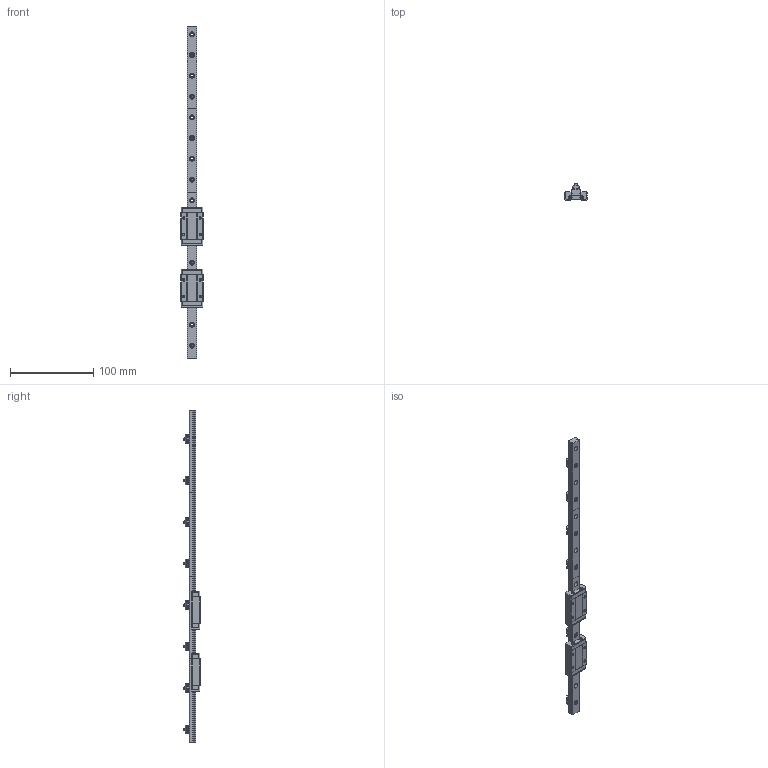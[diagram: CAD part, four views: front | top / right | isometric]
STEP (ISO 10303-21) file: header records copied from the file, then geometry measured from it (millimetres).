
FILE_DESCRIPTION(('FreeCAD Model'),'2;1');
FILE_NAME('Open CASCADE Shape Model','2023-05-28T12:20:57',('Author'),( ''),'Open CASCADE STEP processor 7.6','FreeCAD','Unknown');
FILE_SCHEMA(('AUTOMOTIVE_DESIGN { 1 0 10303 214 1 1 1 1 }'));
Length unit declared in the file: millimetre
Products named in the file (7): CF_002a_linearrail_doubleCarriage; MGN12H_double_Z_001; screw_n_nuts; Array; Part; M3x10-Screw; T_nutM3_for_V-slot_001
Assembly tree (13 placements, depth 5):
  CF_002a_linearrail_doubleCarriage
    MGN12H_double_Z_001
    screw_n_nuts
      Array
        Part  x8
          M3x10-Screw
          T_nutM3_for_V-slot_001
Bounding box: 27 x 19.5 x 400 mm (x, y, z)
Volume: 42545.3 mm3; surface area: 36152.4 mm2
Topology: 37 solids, 38 shells, 1188 faces, 3128 edges, 2040 vertices
Faces by surface type: plane 646, cylinder 414, cone 96, sphere 16, revolution 16
Full cylindrical faces by diameter (mm): 2.5 x8, 3 x8, 5.5 x8
Entity records: 36689 total; most frequent: CARTESIAN_POINT 5452, DIRECTION 5403, ORIENTED_EDGE 5090, EDGE_CURVE 2545, AXIS2_PLACEMENT_3D 1915, VERTEX_POINT 1676, LINE 1571, VECTOR 1571
